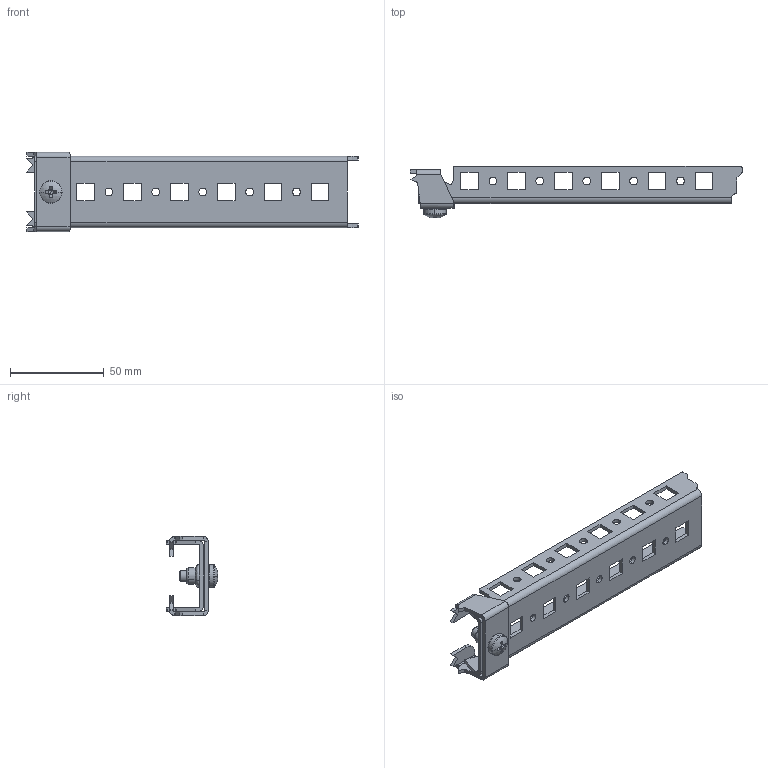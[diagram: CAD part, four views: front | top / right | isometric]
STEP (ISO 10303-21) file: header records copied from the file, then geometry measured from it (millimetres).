
FILE_DESCRIPTION (( 'STEP AP203' ), '1' );
FILE_NAME ('R5RD02.STEP', '2019-05-22T12:01:07', ( '' ), ( '' ), 'SwSTEP 2.0', 'SolidWorks 2017', '' );
FILE_SCHEMA (( 'CONFIG_CONTROL_DESIGN' ));
Length unit declared in the file: millimetre
Products named in the file (6): RB.0254.00.00.1_R5RD02; RB.0255.00.00.1_-00; M6 art.MGR-MKO-0625_2洵; 6-DIN 6798A (CM220600)_DIN 6798-A6.4; M6x16-GOST 17473-80 (DIN 7985)_stright; R5RD02
Assembly tree (5 placements, depth 2):
  R5RD02
    RB.0254.00.00.1_R5RD02
    RB.0255.00.00.1_-00
    M6 art.MGR-MKO-0625_2洵
    6-DIN 6798A (CM220600)_DIN 6798-A6.4
    M6x16-GOST 17473-80 (DIN 7985)_stright
Bounding box: 177.05 x 27.68 x 42.2 mm (x, y, z)
Volume: 24228.8 mm3; surface area: 27720.3 mm2
Topology: 5 solids, 5 shells, 316 faces, 877 edges, 549 vertices
Faces by surface type: plane 189, cylinder 77, bspline 32, cone 12, torus 4, sphere 2
Entity records: 11335 total; most frequent: CARTESIAN_POINT 2682, ORIENTED_EDGE 1702, DIRECTION 1585, EDGE_CURVE 851, VECTOR 565, LINE 565, VERTEX_POINT 549, AXIS2_PLACEMENT_3D 510
